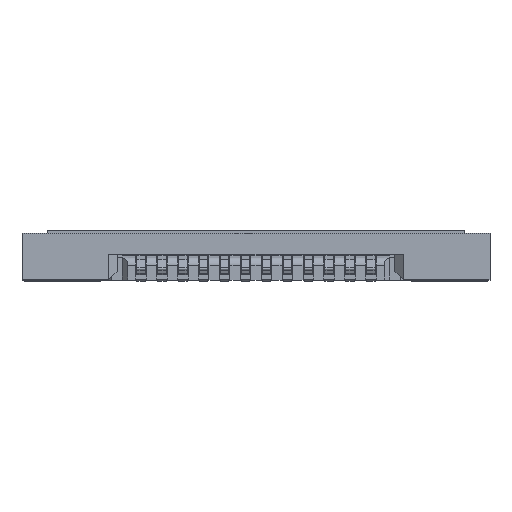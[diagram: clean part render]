
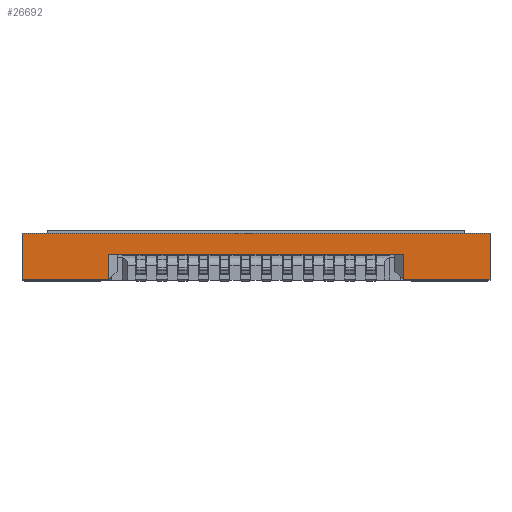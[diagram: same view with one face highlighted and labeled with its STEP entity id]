
A CAD part, top view. The second image highlights one B-rep face of the part: STEP entity #26692.
In plain terms, the highlighted planar face has unit normal (0, 0, 1).
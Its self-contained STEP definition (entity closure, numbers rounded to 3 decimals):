
#9857=DIRECTION('',(0.,-1.,0.));
#9858=VECTOR('',#9857,1.12);
#9859=CARTESIAN_POINT('',(-5.6,1.12,4.55));
#9860=LINE('',#9859,#9858);
#9861=DIRECTION('',(-1.,0.,0.));
#9862=VECTOR('',#9861,11.2);
#9863=CARTESIAN_POINT('',(5.6,1.12,4.55));
#9864=LINE('',#9863,#9862);
#9865=DIRECTION('',(0.,1.,0.));
#9866=VECTOR('',#9865,1.12);
#9867=CARTESIAN_POINT('',(5.6,0.,4.55));
#9868=LINE('',#9867,#9866);
#9869=DIRECTION('',(1.,0.,0.));
#9870=VECTOR('',#9869,2.075);
#9871=CARTESIAN_POINT('',(3.525,0.,4.55));
#9872=LINE('',#9871,#9870);
#9873=DIRECTION('',(1.,0.,0.));
#9874=VECTOR('',#9873,7.05);
#9875=CARTESIAN_POINT('',(-3.525,0.6,4.55));
#9876=LINE('',#9875,#9874);
#9877=DIRECTION('',(1.,0.,0.));
#9878=VECTOR('',#9877,2.075);
#9879=CARTESIAN_POINT('',(-5.6,0.,4.55));
#9880=LINE('',#9879,#9878);
#9901=DIRECTION('',(0.,1.,0.));
#9902=VECTOR('',#9901,0.6);
#9903=CARTESIAN_POINT('',(-3.525,0.,4.55));
#9904=LINE('',#9903,#9902);
#9925=DIRECTION('',(0.,-1.,0.));
#9926=VECTOR('',#9925,0.6);
#9927=CARTESIAN_POINT('',(3.525,0.6,4.55));
#9928=LINE('',#9927,#9926);
#10031=CARTESIAN_POINT('',(-5.6,1.12,4.55));
#10032=CARTESIAN_POINT('',(-5.6,0.,4.55));
#10033=VERTEX_POINT('',#10031);
#10034=VERTEX_POINT('',#10032);
#10035=CARTESIAN_POINT('',(5.6,0.,4.55));
#10036=CARTESIAN_POINT('',(5.6,1.12,4.55));
#10037=VERTEX_POINT('',#10035);
#10038=VERTEX_POINT('',#10036);
#11333=CARTESIAN_POINT('',(-3.525,0.,4.55));
#11335=VERTEX_POINT('',#11333);
#11337=CARTESIAN_POINT('',(-3.525,0.6,4.55));
#11338=VERTEX_POINT('',#11337);
#11341=CARTESIAN_POINT('',(3.525,0.6,4.55));
#11342=CARTESIAN_POINT('',(3.525,0.,4.55));
#11343=VERTEX_POINT('',#11341);
#11344=VERTEX_POINT('',#11342);
#26671=CARTESIAN_POINT('',(0.,0.,4.55));
#26672=DIRECTION('',(0.,0.,1.));
#26673=DIRECTION('',(1.,0.,0.));
#26674=AXIS2_PLACEMENT_3D('',#26671,#26672,#26673);
#26675=PLANE('',#26674);
#26677=ORIENTED_EDGE('',*,*,#26676,.F.);
#26679=ORIENTED_EDGE('',*,*,#26678,.F.);
#26681=ORIENTED_EDGE('',*,*,#26680,.F.);
#26682=ORIENTED_EDGE('',*,*,#26662,.F.);
#26684=ORIENTED_EDGE('',*,*,#26683,.F.);
#26685=ORIENTED_EDGE('',*,*,#15319,.F.);
#26687=ORIENTED_EDGE('',*,*,#26686,.F.);
#26689=ORIENTED_EDGE('',*,*,#26688,.F.);
#26690=EDGE_LOOP('',(#26677,#26679,#26681,#26682,#26684,#26685,#26687,#26689));
#26691=FACE_OUTER_BOUND('',#26690,.F.);
#26692=ADVANCED_FACE('',(#26691),#26675,.T.);
#15319=EDGE_CURVE('',#11338,#11343,#9876,.T.);
#26662=EDGE_CURVE('',#11344,#10037,#9872,.T.);
#26676=EDGE_CURVE('',#10033,#10034,#9860,.T.);
#26678=EDGE_CURVE('',#10038,#10033,#9864,.T.);
#26680=EDGE_CURVE('',#10037,#10038,#9868,.T.);
#26683=EDGE_CURVE('',#11343,#11344,#9928,.T.);
#26686=EDGE_CURVE('',#11335,#11338,#9904,.T.);
#26688=EDGE_CURVE('',#10034,#11335,#9880,.T.);
